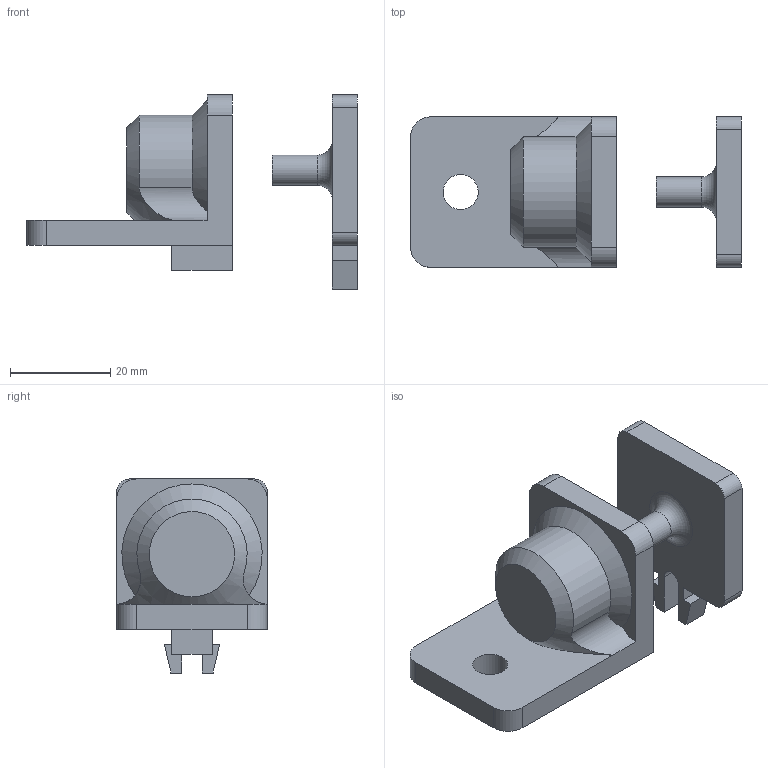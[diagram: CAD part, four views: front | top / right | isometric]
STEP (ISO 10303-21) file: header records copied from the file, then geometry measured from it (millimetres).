
FILE_DESCRIPTION(/* description */ ('Unknown'),/* implementation_level */ '2;1');
FILE_NAME(/* name */ 'HeliodonENDSTOP',/* time_stamp */ '2024-06-22T10:01:40-06:00',/* author */ ('Unknown'),/* organization */ ('Unknown'),/* preprocessor_version */ 'ST-DEVELOPER v19.4',/* originating_system */ 'Solid Edge',/* authorisation */ 'Unknown');
FILE_SCHEMA (('AUTOMOTIVE_DESIGN {1 0 10303 214 3 1 1}'));
Length unit declared in the file: millimetre
Products named in the file (1): Pieza1
Bounding box: 66 x 30 x 38.7 mm (x, y, z)
Volume: 19515.1 mm3; surface area: 9150.6 mm2
Topology: 2 solids, 2 shells, 52 faces, 135 edges, 90 vertices
Faces by surface type: plane 33, cylinder 16, cone 2, torus 1
Full cylindrical faces by diameter (mm): 4 x1, 6 x1, 7 x1, 12 x1
Entity records: 1591 total; most frequent: CARTESIAN_POINT 300, DIRECTION 259, ORIENTED_EDGE 250, EDGE_CURVE 125, LINE 87, VECTOR 87, VERTEX_POINT 86, AXIS2_PLACEMENT_3D 86
